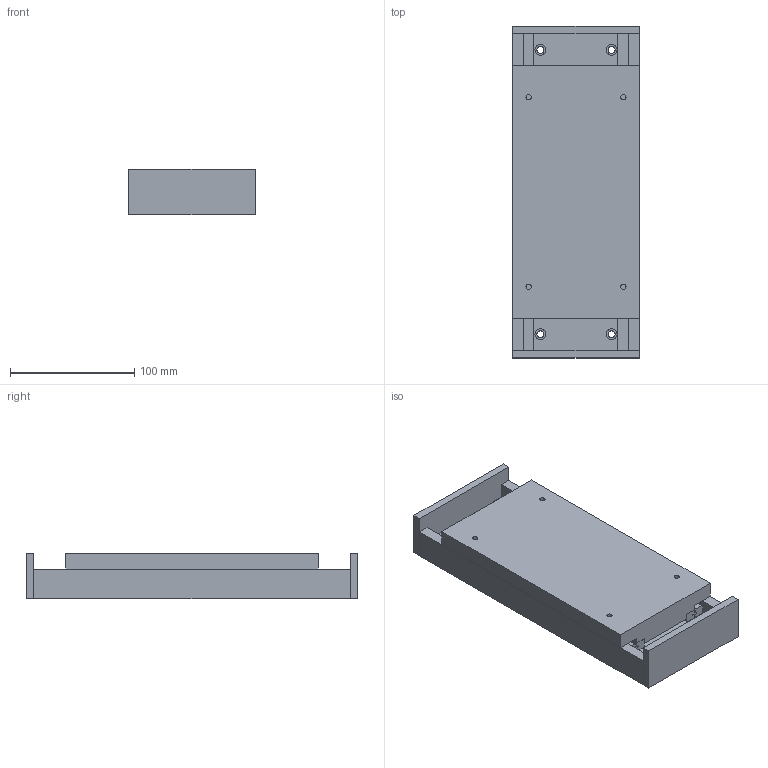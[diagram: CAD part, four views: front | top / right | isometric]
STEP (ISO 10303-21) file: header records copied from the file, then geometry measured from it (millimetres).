
FILE_DESCRIPTION((''),'2;1');
FILE_NAME('PAC4-10-2.stp','2003-09-07T08:16:29',('fran'),(''),'Autodesk Inventor (tm) 5.3','Autodesk Inventor (tm) 5.3','');
FILE_SCHEMA(('CONFIG_CONTROL_DESIGN'));
Length unit declared in the file: inch
Products named in the file (8): PAC4-10-2; PAC4-10-2 BOTTOM_BASE; PAC4-10-2 TOP_BASE; PAC4-10-2 RAIL_A; PAC4-10-2 RAIL_B; PAC4-10-2 RAIL_C; PAC4-10-2 RAIL_D; PAC4-10-2 SIDE_PLATE_B
Assembly tree (8 placements, depth 2):
  PAC4-10-2
    PAC4-10-2 BOTTOM_BASE
    PAC4-10-2 TOP_BASE
    PAC4-10-2 RAIL_A
    PAC4-10-2 RAIL_B
    PAC4-10-2 RAIL_C
    PAC4-10-2 RAIL_D
    PAC4-10-2 SIDE_PLATE_B  x2
Bounding box: 101.6 x 266.7 x 36.58 mm (x, y, z)
Volume: 800943.4 mm3; surface area: 173911 mm2
Topology: 8 solids, 8 shells, 140 faces, 360 edges, 240 vertices
Faces by surface type: plane 104, bspline 36
Entity records: 5624 total; most frequent: CARTESIAN_POINT 1286, ORIENTED_EDGE 696, DIRECTION 640, EDGE_CURVE 348, VECTOR 284, LINE 284, VERTEX_POINT 232, AXIS2_PLACEMENT_3D 178
